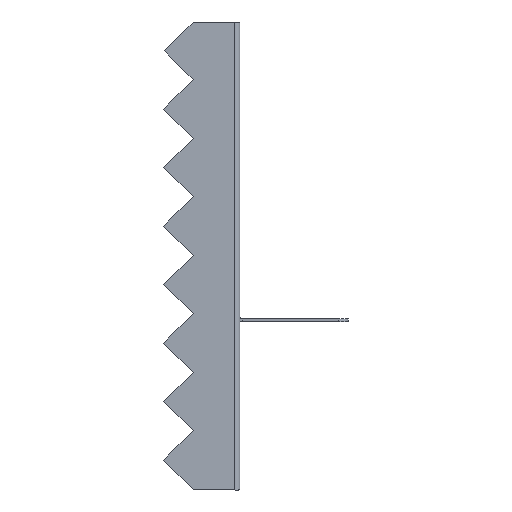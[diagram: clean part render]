
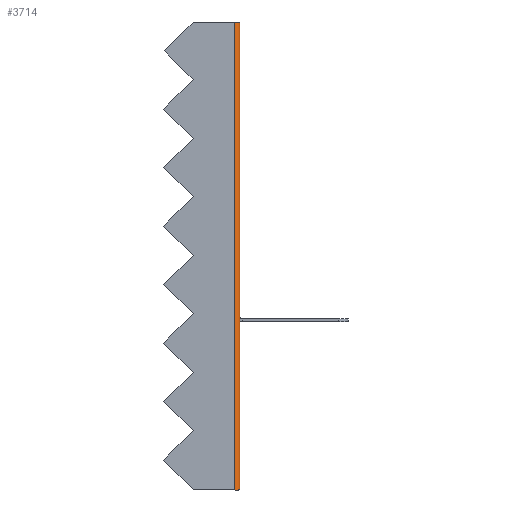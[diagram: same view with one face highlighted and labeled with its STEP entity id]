
A CAD part, front view. The second image highlights one B-rep face of the part: STEP entity #3714.
In plain terms, the highlighted cylindrical face has radius 1.737 mm (diameter 3.473 mm), a partial arc.
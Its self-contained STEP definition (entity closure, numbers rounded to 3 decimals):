
#293 = PLANE('',#294);
#294 = AXIS2_PLACEMENT_3D('',#295,#296,#297);
#295 = CARTESIAN_POINT('',(22.,40.,
    -57.469));
#296 = DIRECTION('',(-1.,0.,0.));
#297 = DIRECTION('',(0.,1.,0.));
#599 = PLANE('',#600);
#600 = AXIS2_PLACEMENT_3D('',#601,#602,#603);
#601 = CARTESIAN_POINT('',(20.263,40.,
    102.531));
#602 = DIRECTION('',(0.,0.,1.));
#603 = DIRECTION('',(1.,0.,0.));
#653 = PLANE('',#654);
#654 = AXIS2_PLACEMENT_3D('',#655,#656,#657);
#655 = CARTESIAN_POINT('',(21.,39.263,
    -57.469));
#656 = DIRECTION('',(0.,0.,-1.));
#657 = DIRECTION('',(-1.,0.,0.));
#992 = VERTEX_POINT('',#993);
#993 = CARTESIAN_POINT('',(22.,-39.263,
    -57.469));
#1014 = EDGE_CURVE('',#992,#1015,#1017,.T.);
#1015 = VERTEX_POINT('',#1016);
#1016 = CARTESIAN_POINT('',(20.263,-41.,
    -57.469));
#1017 = SURFACE_CURVE('',#1018,(#1023,#1030),.PCURVE_S1.);
#1018 = CIRCLE('',#1019,1.737);
#1019 = AXIS2_PLACEMENT_3D('',#1020,#1021,#1022);
#1020 = CARTESIAN_POINT('',(20.263,-39.263,
    -57.469));
#1021 = DIRECTION('',(0.,0.,-1.));
#1022 = DIRECTION('',(-1.,0.,0.));
#1023 = PCURVE('',#653,#1024);
#1024 = DEFINITIONAL_REPRESENTATION('',(#1025),#1029);
#1025 = CIRCLE('',#1026,1.737);
#1026 = AXIS2_PLACEMENT_2D('',#1027,#1028);
#1027 = CARTESIAN_POINT('',(0.737,-78.527));
#1028 = DIRECTION('',(1.,0.));
#1029 = ( GEOMETRIC_REPRESENTATION_CONTEXT(2) 
PARAMETRIC_REPRESENTATION_CONTEXT() REPRESENTATION_CONTEXT('2D SPACE',''
  ) );
#1030 = PCURVE('',#1031,#1036);
#1031 = CYLINDRICAL_SURFACE('',#1032,1.737);
#1032 = AXIS2_PLACEMENT_3D('',#1033,#1034,#1035);
#1033 = CARTESIAN_POINT('',(20.263,-39.263,
    -57.469));
#1034 = DIRECTION('',(0.,0.,1.));
#1035 = DIRECTION('',(1.,0.,0.));
#1036 = DEFINITIONAL_REPRESENTATION('',(#1037),#1041);
#1037 = LINE('',#1038,#1039);
#1038 = CARTESIAN_POINT('',(9.425,0.));
#1039 = VECTOR('',#1040,1.);
#1040 = DIRECTION('',(-1.,0.));
#1041 = ( GEOMETRIC_REPRESENTATION_CONTEXT(2) 
PARAMETRIC_REPRESENTATION_CONTEXT() REPRESENTATION_CONTEXT('2D SPACE',''
  ) );
#1059 = PLANE('',#1060);
#1060 = AXIS2_PLACEMENT_3D('',#1061,#1062,#1063);
#1061 = CARTESIAN_POINT('',(21.,-41.,
    -57.469));
#1062 = DIRECTION('',(0.,1.,0.));
#1063 = DIRECTION('',(1.,0.,0.));
#1470 = VERTEX_POINT('',#1471);
#1471 = CARTESIAN_POINT('',(20.263,-41.,102.531));
#1492 = EDGE_CURVE('',#1493,#1470,#1495,.T.);
#1493 = VERTEX_POINT('',#1494);
#1494 = CARTESIAN_POINT('',(22.,-39.263,102.531));
#1495 = SURFACE_CURVE('',#1496,(#1501,#1512),.PCURVE_S1.);
#1496 = CIRCLE('',#1497,1.737);
#1497 = AXIS2_PLACEMENT_3D('',#1498,#1499,#1500);
#1498 = CARTESIAN_POINT('',(20.263,-39.263,102.531));
#1499 = DIRECTION('',(0.,0.,-1.));
#1500 = DIRECTION('',(-1.,0.,0.));
#1501 = PCURVE('',#599,#1502);
#1502 = DEFINITIONAL_REPRESENTATION('',(#1503),#1511);
#1503 = ( BOUNDED_CURVE() B_SPLINE_CURVE(2,(#1504,#1505,#1506,#1507,
#1508,#1509,#1510),.UNSPECIFIED.,.T.,.F.) B_SPLINE_CURVE_WITH_KNOTS((1,2
    ,2,2,2,1),(-2.094,0.,2.094,4.189,
6.283,8.378),.UNSPECIFIED.) CURVE() 
GEOMETRIC_REPRESENTATION_ITEM() RATIONAL_B_SPLINE_CURVE((1.,0.5,1.,0.5,
1.,0.5,1.)) REPRESENTATION_ITEM('') );
#1504 = CARTESIAN_POINT('',(-1.737,-79.263));
#1505 = CARTESIAN_POINT('',(-1.737,-76.256));
#1506 = CARTESIAN_POINT('',(0.868,-77.759));
#1507 = CARTESIAN_POINT('',(3.473,-79.263));
#1508 = CARTESIAN_POINT('',(0.868,-80.767));
#1509 = CARTESIAN_POINT('',(-1.737,-82.271));
#1510 = CARTESIAN_POINT('',(-1.737,-79.263));
#1511 = ( GEOMETRIC_REPRESENTATION_CONTEXT(2) 
PARAMETRIC_REPRESENTATION_CONTEXT() REPRESENTATION_CONTEXT('2D SPACE',''
  ) );
#1512 = PCURVE('',#1031,#1513);
#1513 = DEFINITIONAL_REPRESENTATION('',(#1514),#1518);
#1514 = LINE('',#1515,#1516);
#1515 = CARTESIAN_POINT('',(9.425,160.));
#1516 = VECTOR('',#1517,1.);
#1517 = DIRECTION('',(-1.,0.));
#1518 = ( GEOMETRIC_REPRESENTATION_CONTEXT(2) 
PARAMETRIC_REPRESENTATION_CONTEXT() REPRESENTATION_CONTEXT('2D SPACE',''
  ) );
#1596 = EDGE_CURVE('',#1015,#1470,#1597,.T.);
#1597 = SURFACE_CURVE('',#1598,(#1602,#1609),.PCURVE_S1.);
#1598 = LINE('',#1599,#1600);
#1599 = CARTESIAN_POINT('',(20.263,-41.,
    -57.469));
#1600 = VECTOR('',#1601,1.);
#1601 = DIRECTION('',(0.,0.,1.));
#1602 = PCURVE('',#1059,#1603);
#1603 = DEFINITIONAL_REPRESENTATION('',(#1604),#1608);
#1604 = LINE('',#1605,#1606);
#1605 = CARTESIAN_POINT('',(-0.737,0.));
#1606 = VECTOR('',#1607,1.);
#1607 = DIRECTION('',(0.,-1.));
#1608 = ( GEOMETRIC_REPRESENTATION_CONTEXT(2) 
PARAMETRIC_REPRESENTATION_CONTEXT() REPRESENTATION_CONTEXT('2D SPACE',''
  ) );
#1609 = PCURVE('',#1031,#1610);
#1610 = DEFINITIONAL_REPRESENTATION('',(#1611),#1615);
#1611 = LINE('',#1612,#1613);
#1612 = CARTESIAN_POINT('',(4.712,0.));
#1613 = VECTOR('',#1614,1.);
#1614 = DIRECTION('',(0.,1.));
#1615 = ( GEOMETRIC_REPRESENTATION_CONTEXT(2) 
PARAMETRIC_REPRESENTATION_CONTEXT() REPRESENTATION_CONTEXT('2D SPACE',''
  ) );
#3693 = EDGE_CURVE('',#992,#1493,#3694,.T.);
#3694 = SURFACE_CURVE('',#3695,(#3699,#3706),.PCURVE_S1.);
#3695 = LINE('',#3696,#3697);
#3696 = CARTESIAN_POINT('',(22.,-39.263,
    -57.469));
#3697 = VECTOR('',#3698,1.);
#3698 = DIRECTION('',(0.,0.,1.));
#3699 = PCURVE('',#293,#3700);
#3700 = DEFINITIONAL_REPRESENTATION('',(#3701),#3705);
#3701 = LINE('',#3702,#3703);
#3702 = CARTESIAN_POINT('',(-79.263,0.));
#3703 = VECTOR('',#3704,1.);
#3704 = DIRECTION('',(0.,-1.));
#3705 = ( GEOMETRIC_REPRESENTATION_CONTEXT(2) 
PARAMETRIC_REPRESENTATION_CONTEXT() REPRESENTATION_CONTEXT('2D SPACE',''
  ) );
#3706 = PCURVE('',#1031,#3707);
#3707 = DEFINITIONAL_REPRESENTATION('',(#3708),#3712);
#3708 = LINE('',#3709,#3710);
#3709 = CARTESIAN_POINT('',(6.283,0.));
#3710 = VECTOR('',#3711,1.);
#3711 = DIRECTION('',(0.,1.));
#3712 = ( GEOMETRIC_REPRESENTATION_CONTEXT(2) 
PARAMETRIC_REPRESENTATION_CONTEXT() REPRESENTATION_CONTEXT('2D SPACE',''
  ) );
#3714 = ADVANCED_FACE('',(#3715),#1031,.T.);
#3715 = FACE_BOUND('',#3716,.T.);
#3716 = EDGE_LOOP('',(#3717,#3718,#3719,#3720));
#3717 = ORIENTED_EDGE('',*,*,#3693,.T.);
#3718 = ORIENTED_EDGE('',*,*,#1492,.T.);
#3719 = ORIENTED_EDGE('',*,*,#1596,.F.);
#3720 = ORIENTED_EDGE('',*,*,#1014,.F.);
